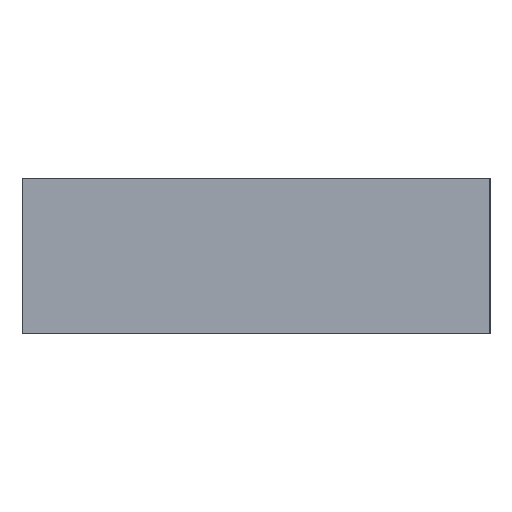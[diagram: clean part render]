
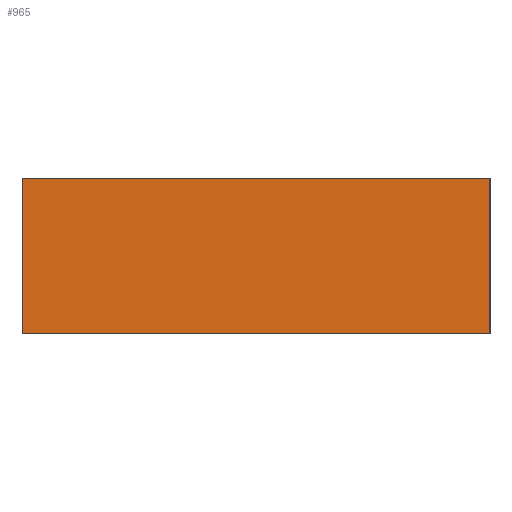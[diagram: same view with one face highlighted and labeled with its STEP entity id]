
A CAD part, left-side view. The second image highlights one B-rep face of the part: STEP entity #965.
In plain terms, the highlighted planar face has unit normal (-1, 0, 0).
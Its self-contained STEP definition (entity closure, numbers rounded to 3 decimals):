
#156 = DIRECTION ( 'NONE',  ( 0., 0., -1. ) ) ;
#344 = CARTESIAN_POINT ( 'NONE',  ( 0., 6., 2. ) ) ;
#372 = VECTOR ( 'NONE', #156, 1000. ) ;
#373 = VECTOR ( 'NONE', #2199, 1000. ) ;
#527 = CARTESIAN_POINT ( 'NONE',  ( 0., 0., 2. ) ) ;
#534 = EDGE_CURVE ( 'NONE', #925, #1746, #590, .T. ) ;
#572 = DIRECTION ( 'NONE',  ( 0., 0., -1. ) ) ;
#590 = LINE ( 'NONE', #527, #2084 ) ;
#592 = DIRECTION ( 'NONE',  ( 0., -1., 0. ) ) ;
#659 = CARTESIAN_POINT ( 'NONE',  ( 0., 0., 0. ) ) ;
#664 = FACE_OUTER_BOUND ( 'NONE', #1488, .T. ) ;
#699 = CARTESIAN_POINT ( 'NONE',  ( 0., 0., 2. ) ) ;
#898 = LINE ( 'NONE', #659, #373 ) ;
#925 = VERTEX_POINT ( 'NONE', #699 ) ;
#965 = ADVANCED_FACE ( 'NONE', ( #664 ), #1818, .F. ) ;
#998 = ORIENTED_EDGE ( 'NONE', *, *, #2499, .F. ) ;
#1209 = CARTESIAN_POINT ( 'NONE',  ( 0., 0., 2. ) ) ;
#1282 = VERTEX_POINT ( 'NONE', #2501 ) ;
#1336 = VERTEX_POINT ( 'NONE', #2521 ) ;
#1361 = CARTESIAN_POINT ( 'NONE',  ( 0., 0., 2. ) ) ;
#1413 = ORIENTED_EDGE ( 'NONE', *, *, #1826, .T. ) ;
#1488 = EDGE_LOOP ( 'NONE', ( #1413, #1505, #998, #2518 ) ) ;
#1505 = ORIENTED_EDGE ( 'NONE', *, *, #534, .F. ) ;
#1700 = VECTOR ( 'NONE', #592, 1000. ) ;
#1746 = VERTEX_POINT ( 'NONE', #2175 ) ;
#1818 = PLANE ( 'NONE',  #1935 ) ;
#1826 = EDGE_CURVE ( 'NONE', #1336, #1746, #898, .T. ) ;
#1827 = DIRECTION ( 'NONE',  ( 1., 0., 0. ) ) ;
#1831 = DIRECTION ( 'NONE',  ( 0., 0., -1. ) ) ;
#1935 = AXIS2_PLACEMENT_3D ( 'NONE', #1209, #1827, #1831 ) ;
#2084 = VECTOR ( 'NONE', #572, 1000. ) ;
#2175 = CARTESIAN_POINT ( 'NONE',  ( 0., 0., 0. ) ) ;
#2199 = DIRECTION ( 'NONE',  ( 0., -1., 0. ) ) ;
#2222 = LINE ( 'NONE', #1361, #1700 ) ;
#2368 = EDGE_CURVE ( 'NONE', #1282, #1336, #2488, .T. ) ;
#2488 = LINE ( 'NONE', #344, #372 ) ;
#2499 = EDGE_CURVE ( 'NONE', #1282, #925, #2222, .T. ) ;
#2501 = CARTESIAN_POINT ( 'NONE',  ( 0., 6., 2. ) ) ;
#2518 = ORIENTED_EDGE ( 'NONE', *, *, #2368, .T. ) ;
#2521 = CARTESIAN_POINT ( 'NONE',  ( 0., 6., 0. ) ) ;
